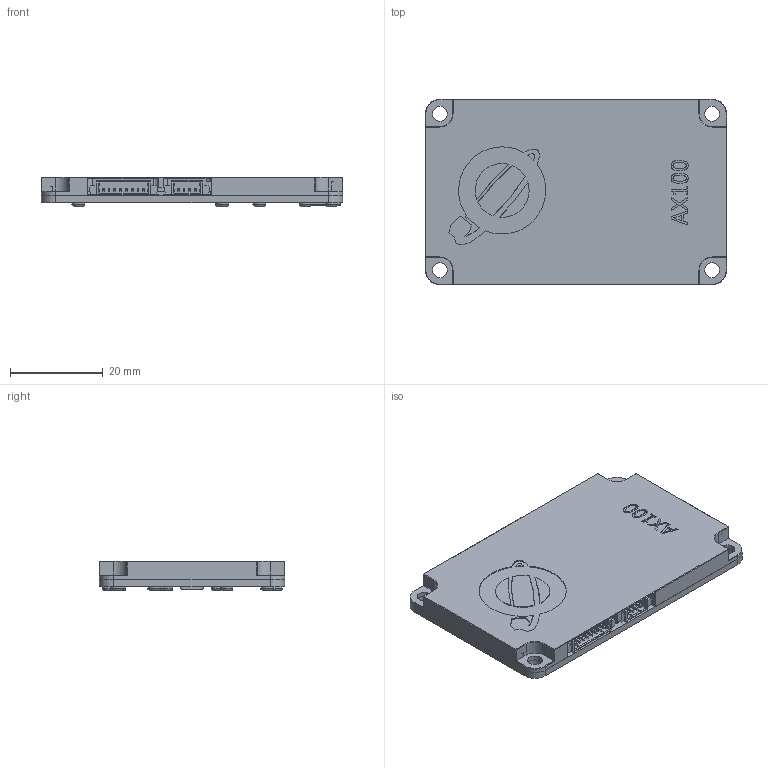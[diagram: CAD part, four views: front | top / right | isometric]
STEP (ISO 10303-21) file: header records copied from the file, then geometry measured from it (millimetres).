
FILE_DESCRIPTION(('CAx-IF Rec.Pracs.---Model Styling and Organization---1.5---2016-08-15','CAx-IF Rec.Pracs.---Geometric and Assembly Validation Properties---4.4---2016-08-17','CAx-IF Rec.Pracs.---User Defined Attributes---1.5---2016-08-15','CAx-IF Rec.Pracs.---External References---2.1---2005-01-19'),'2;1');
FILE_NAME('nanocom_ax100.stp','2021-05-06T16:35:27',('Unspecified'),('Unspecified'),'CAD Exchanger 3.9.2 (cadexchanger.com)','Unspecified','');
FILE_SCHEMA(('AUTOMOTIVE_DESIGN { 1 0 10303 214 1 1 1 1 }'));
Length unit declared in the file: millimetre
Products named in the file (9): PanHead_ISO7045(M016-04); Shield_ax100-3-NEWLOGO(Default); 53261-08_ax100-b; 53261-04_ax100-b; MCX-J-P-H-ST-EM1_ax100-3; ax100OutLine_ax100-3(Default)
Assembly tree (19 placements, depth 2):
  (unnamed)
    PanHead_ISO7045(M016-04)  x12
    Shield_ax100-3-NEWLOGO(Default)
    53261-08_ax100-b
    53261-04_ax100-b
    MCX-J-P-H-ST-EM1_ax100-3
    MCX-J-P-H-ST-EM1_ax100-3
    MCX-J-P-H-ST-EM1_ax100-3
    ax100OutLine_ax100-3(Default)
Bounding box: 65 x 40 x 6.39 mm (x, y, z)
Volume: 8329.7 mm3; surface area: 13939.9 mm2
Topology: 19 solids, 19 shells, 1213 faces, 3034 edges, 1948 vertices
Faces by surface type: plane 950, cylinder 179, extrusion 35, cone 33, bspline 16
Full cylindrical faces by diameter (mm): 0.57 x1, 0.96 x2, 1 x1, 1.6 x36, 1.88 x1, 2.7 x1, 2.75 x1, 2.8 x12, 3 x3, 3.1 x3, 3.2 x8, 3.45 x1, 3.68 x1
Entity records: 40007 total; most frequent: CARTESIAN_POINT 7592, ORIENTED_EDGE 5230, DIRECTION 4754, EDGE_CURVE 2615, VECTOR 2120, LINE 2085, VERTEX_POINT 1706, AXIS2_PLACEMENT_3D 1317
